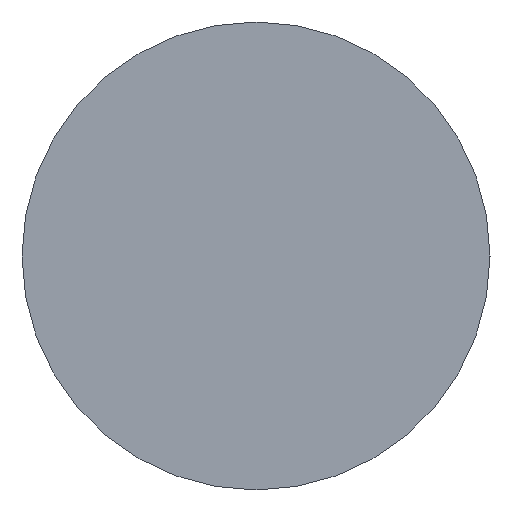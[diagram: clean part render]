
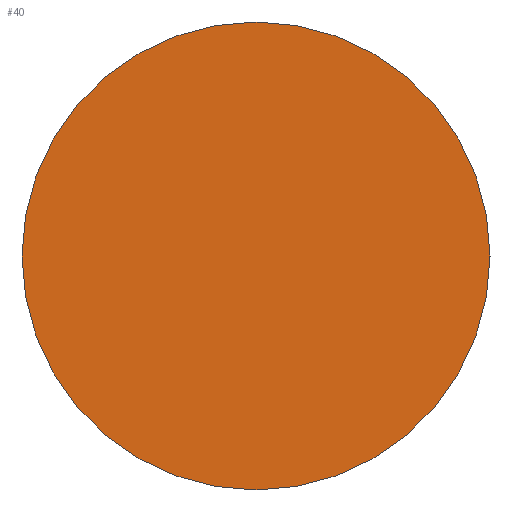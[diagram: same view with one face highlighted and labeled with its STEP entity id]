
A CAD part, left-side view. The second image highlights one B-rep face of the part: STEP entity #40.
In plain terms, the highlighted planar face has unit normal (-1, 0, 0).
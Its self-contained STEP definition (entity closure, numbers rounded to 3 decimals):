
#29 = CIRCLE ( 'NONE', #58, 12.5 ) ;
#30 = ORIENTED_EDGE ( 'NONE', *, *, #46, .T. ) ;
#31 = CARTESIAN_POINT ( 'NONE',  ( 57.358, 32.579, 0. ) ) ;
#32 = DIRECTION ( 'NONE',  ( 0., -1., 0. ) ) ;
#40 = ADVANCED_FACE ( 'NONE', ( #117 ), #163, .F. ) ;
#46 = EDGE_CURVE ( 'NONE', #128, #99, #59, .T. ) ;
#53 = CARTESIAN_POINT ( 'NONE',  ( 57.358, 32.579, 0. ) ) ;
#57 = AXIS2_PLACEMENT_3D ( 'NONE', #31, #139, #32 ) ;
#58 = AXIS2_PLACEMENT_3D ( 'NONE', #53, #147, #96 ) ;
#59 = CIRCLE ( 'NONE', #57, 12.5 ) ;
#84 = CARTESIAN_POINT ( 'NONE',  ( 57.358, 32.579, 0. ) ) ;
#96 = DIRECTION ( 'NONE',  ( 0., -1., 0. ) ) ;
#99 = VERTEX_POINT ( 'NONE', #137 ) ;
#106 = DIRECTION ( 'NONE',  ( 0., 1., 0. ) ) ;
#115 = EDGE_CURVE ( 'NONE', #99, #128, #29, .T. ) ;
#117 = FACE_OUTER_BOUND ( 'NONE', #136, .T. ) ;
#122 = DIRECTION ( 'NONE',  ( 1., 0., 0. ) ) ;
#128 = VERTEX_POINT ( 'NONE', #150 ) ;
#133 = ORIENTED_EDGE ( 'NONE', *, *, #115, .T. ) ;
#136 = EDGE_LOOP ( 'NONE', ( #133, #30 ) ) ;
#137 = CARTESIAN_POINT ( 'NONE',  ( 57.358, 20.079, 0. ) ) ;
#139 = DIRECTION ( 'NONE',  ( -1., 0., 0. ) ) ;
#147 = DIRECTION ( 'NONE',  ( -1., 0., 0. ) ) ;
#150 = CARTESIAN_POINT ( 'NONE',  ( 57.358, 45.079, 0. ) ) ;
#157 = AXIS2_PLACEMENT_3D ( 'NONE', #84, #122, #106 ) ;
#163 = PLANE ( 'NONE',  #157 ) ;
